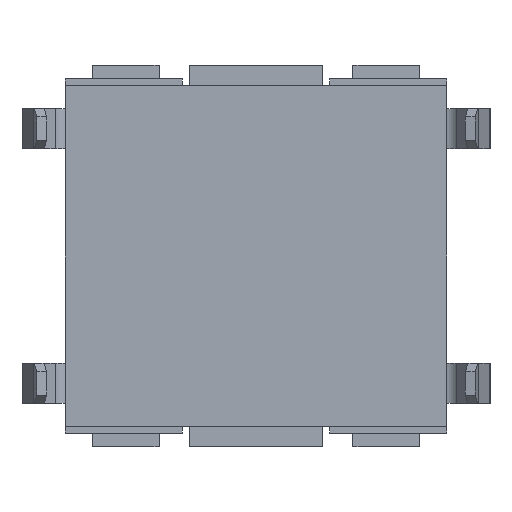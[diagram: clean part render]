
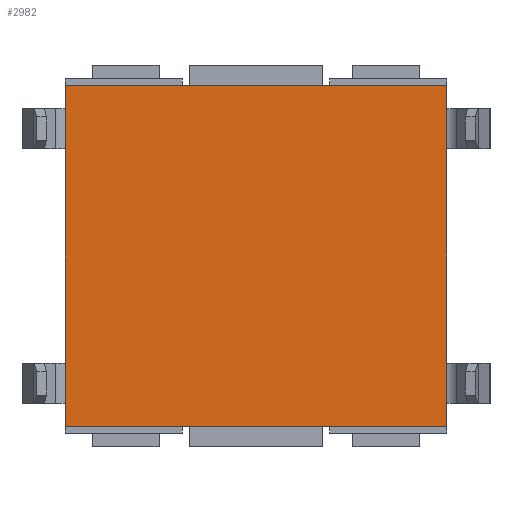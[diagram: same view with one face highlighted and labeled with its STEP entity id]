
A CAD part, front view. The second image highlights one B-rep face of the part: STEP entity #2982.
In plain terms, the highlighted planar face has unit normal (0, -1, 0).
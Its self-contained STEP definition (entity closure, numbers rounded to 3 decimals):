
#101 = CARTESIAN_POINT ( 'NONE',  ( -5.7, 0., -5.1 ) ) ;
#206 = CARTESIAN_POINT ( 'NONE',  ( 5.7, 0., 5.1 ) ) ;
#238 = DIRECTION ( 'NONE',  ( 0., 0., 1. ) ) ;
#239 = VECTOR ( 'NONE', #238, 1000. ) ;
#240 = CARTESIAN_POINT ( 'NONE',  ( -5.7, 0., 0. ) ) ;
#241 = LINE ( 'NONE', #240, #239 ) ;
#246 = CARTESIAN_POINT ( 'NONE',  ( -5.7, 0., 5.1 ) ) ;
#325 = DIRECTION ( 'NONE',  ( 0., 0., -1. ) ) ;
#326 = VECTOR ( 'NONE', #325, 1000. ) ;
#327 = CARTESIAN_POINT ( 'NONE',  ( 5.7, 0., 0. ) ) ;
#328 = LINE ( 'NONE', #327, #326 ) ;
#329 = CARTESIAN_POINT ( 'NONE',  ( 5.7, 0., -5.1 ) ) ;
#345 = AXIS2_PLACEMENT_3D ( 'NONE', #407, #406, #405 ) ;
#346 = PLANE ( 'NONE',  #345 ) ;
#347 = FACE_OUTER_BOUND ( 'NONE', #2983, .T. ) ;
#366 = DIRECTION ( 'NONE',  ( 1., 0., 0. ) ) ;
#367 = VECTOR ( 'NONE', #366, 1000. ) ;
#368 = CARTESIAN_POINT ( 'NONE',  ( -5.7, 0., -5.1 ) ) ;
#369 = LINE ( 'NONE', #368, #367 ) ;
#405 = DIRECTION ( 'NONE',  ( 0., 0., -1. ) ) ;
#406 = DIRECTION ( 'NONE',  ( 0., -1., 0. ) ) ;
#407 = CARTESIAN_POINT ( 'NONE',  ( 5.7, 0., 5.1 ) ) ;
#481 = DIRECTION ( 'NONE',  ( 1., 0., 0. ) ) ;
#482 = VECTOR ( 'NONE', #481, 1000. ) ;
#483 = CARTESIAN_POINT ( 'NONE',  ( 5.7, 0., 5.1 ) ) ;
#484 = LINE ( 'NONE', #483, #482 ) ;
#2841 = VERTEX_POINT ( 'NONE', #101 ) ;
#2885 = VERTEX_POINT ( 'NONE', #206 ) ;
#2895 = VERTEX_POINT ( 'NONE', #246 ) ;
#2898 = EDGE_CURVE ( 'NONE', #2841, #2895, #241, .T. ) ;
#2957 = VERTEX_POINT ( 'NONE', #329 ) ;
#2959 = EDGE_CURVE ( 'NONE', #2885, #2957, #328, .T. ) ;
#2972 = EDGE_CURVE ( 'NONE', #2841, #2957, #369, .T. ) ;
#2982 = ADVANCED_FACE ( 'NONE', ( #347 ), #346, .T. ) ;
#2983 = EDGE_LOOP ( 'NONE', ( #2984, #2990, #2991, #2992 ) ) ;
#2984 = ORIENTED_EDGE ( 'NONE', *, *, #2972, .T. ) ;
#2990 = ORIENTED_EDGE ( 'NONE', *, *, #2959, .F. ) ;
#2991 = ORIENTED_EDGE ( 'NONE', *, *, #3055, .F. ) ;
#2992 = ORIENTED_EDGE ( 'NONE', *, *, #2898, .F. ) ;
#3055 = EDGE_CURVE ( 'NONE', #2895, #2885, #484, .T. ) ;
